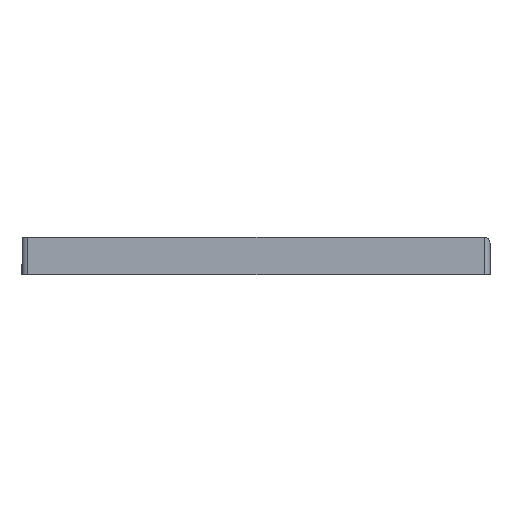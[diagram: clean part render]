
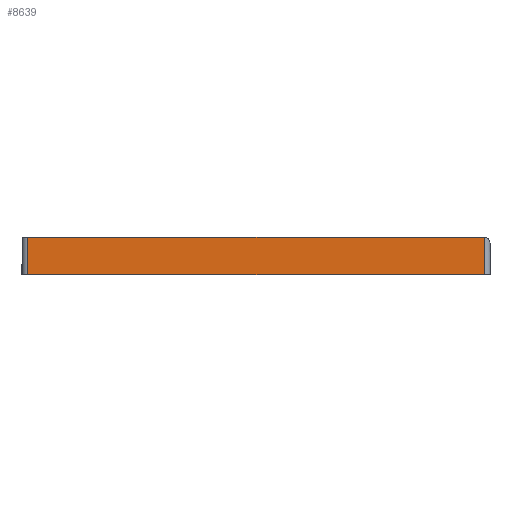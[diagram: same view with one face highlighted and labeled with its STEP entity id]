
A CAD part, left-side view. The second image highlights one B-rep face of the part: STEP entity #8639.
In plain terms, the highlighted planar face has unit normal (-1, 0, 0).
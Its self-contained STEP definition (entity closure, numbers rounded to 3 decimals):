
#100 = PLANE('',#101);
#101 = AXIS2_PLACEMENT_3D('',#102,#103,#104);
#102 = CARTESIAN_POINT('',(0.,-197.5,0.));
#103 = DIRECTION('',(0.,0.,1.));
#104 = DIRECTION('',(1.,0.,0.));
#1859 = VERTEX_POINT('',#1860);
#1860 = CARTESIAN_POINT('',(0.,-2.5,0.
    ));
#1875 = CYLINDRICAL_SURFACE('',#1876,2.5);
#1876 = AXIS2_PLACEMENT_3D('',#1877,#1878,#1879);
#1877 = CARTESIAN_POINT('',(2.5,-2.5,0.));
#1878 = DIRECTION('',(0.,0.,-1.));
#1879 = DIRECTION('',(1.,0.,0.));
#1887 = EDGE_CURVE('',#1888,#1859,#1890,.T.);
#1888 = VERTEX_POINT('',#1889);
#1889 = CARTESIAN_POINT('',(0.,-197.5,0.));
#1890 = SURFACE_CURVE('',#1891,(#1895,#1902),.PCURVE_S1.);
#1891 = LINE('',#1892,#1893);
#1892 = CARTESIAN_POINT('',(0.,-197.5,0.));
#1893 = VECTOR('',#1894,1.);
#1894 = DIRECTION('',(0.,1.,0.));
#1895 = PCURVE('',#100,#1896);
#1896 = DEFINITIONAL_REPRESENTATION('',(#1897),#1901);
#1897 = LINE('',#1898,#1899);
#1898 = CARTESIAN_POINT('',(0.,0.));
#1899 = VECTOR('',#1900,1.);
#1900 = DIRECTION('',(0.,1.));
#1901 = ( GEOMETRIC_REPRESENTATION_CONTEXT(2) 
PARAMETRIC_REPRESENTATION_CONTEXT() REPRESENTATION_CONTEXT('2D SPACE',''
  ) );
#1902 = PCURVE('',#1903,#1908);
#1903 = PLANE('',#1904);
#1904 = AXIS2_PLACEMENT_3D('',#1905,#1906,#1907);
#1905 = CARTESIAN_POINT('',(0.,-197.5,0.));
#1906 = DIRECTION('',(-1.,0.,0.));
#1907 = DIRECTION('',(0.,1.,0.));
#1908 = DEFINITIONAL_REPRESENTATION('',(#1909),#1913);
#1909 = LINE('',#1910,#1911);
#1910 = CARTESIAN_POINT('',(0.,0.));
#1911 = VECTOR('',#1912,1.);
#1912 = DIRECTION('',(1.,0.));
#1913 = ( GEOMETRIC_REPRESENTATION_CONTEXT(2) 
PARAMETRIC_REPRESENTATION_CONTEXT() REPRESENTATION_CONTEXT('2D SPACE',''
  ) );
#1932 = CYLINDRICAL_SURFACE('',#1933,2.5);
#1933 = AXIS2_PLACEMENT_3D('',#1934,#1935,#1936);
#1934 = CARTESIAN_POINT('',(2.5,-197.5,0.));
#1935 = DIRECTION('',(0.,0.,-1.));
#1936 = DIRECTION('',(1.,0.,0.));
#8430 = PLANE('',#8431);
#8431 = AXIS2_PLACEMENT_3D('',#8432,#8433,#8434);
#8432 = CARTESIAN_POINT('',(0.,-197.5,16.));
#8433 = DIRECTION('',(0.,0.,1.));
#8434 = DIRECTION('',(1.,0.,0.));
#8514 = VERTEX_POINT('',#8515);
#8515 = CARTESIAN_POINT('',(0.,-2.5,16.));
#8537 = EDGE_CURVE('',#1859,#8514,#8538,.T.);
#8538 = SURFACE_CURVE('',#8539,(#8543,#8550),.PCURVE_S1.);
#8539 = LINE('',#8540,#8541);
#8540 = CARTESIAN_POINT('',(0.,-2.5,0.
    ));
#8541 = VECTOR('',#8542,1.);
#8542 = DIRECTION('',(0.,0.,1.));
#8543 = PCURVE('',#1875,#8544);
#8544 = DEFINITIONAL_REPRESENTATION('',(#8545),#8549);
#8545 = LINE('',#8546,#8547);
#8546 = CARTESIAN_POINT('',(-3.142,0.));
#8547 = VECTOR('',#8548,1.);
#8548 = DIRECTION('',(0.,-1.));
#8549 = ( GEOMETRIC_REPRESENTATION_CONTEXT(2) 
PARAMETRIC_REPRESENTATION_CONTEXT() REPRESENTATION_CONTEXT('2D SPACE',''
  ) );
#8550 = PCURVE('',#1903,#8551);
#8551 = DEFINITIONAL_REPRESENTATION('',(#8552),#8556);
#8552 = LINE('',#8553,#8554);
#8553 = CARTESIAN_POINT('',(195.,0.));
#8554 = VECTOR('',#8555,1.);
#8555 = DIRECTION('',(0.,-1.));
#8556 = ( GEOMETRIC_REPRESENTATION_CONTEXT(2) 
PARAMETRIC_REPRESENTATION_CONTEXT() REPRESENTATION_CONTEXT('2D SPACE',''
  ) );
#8639 = ADVANCED_FACE('',(#8640),#1903,.T.);
#8640 = FACE_BOUND('',#8641,.T.);
#8641 = EDGE_LOOP('',(#8642,#8665,#8686,#8687));
#8642 = ORIENTED_EDGE('',*,*,#8643,.T.);
#8643 = EDGE_CURVE('',#1888,#8644,#8646,.T.);
#8644 = VERTEX_POINT('',#8645);
#8645 = CARTESIAN_POINT('',(0.,-197.5,16.));
#8646 = SURFACE_CURVE('',#8647,(#8651,#8658),.PCURVE_S1.);
#8647 = LINE('',#8648,#8649);
#8648 = CARTESIAN_POINT('',(0.,-197.5,0.));
#8649 = VECTOR('',#8650,1.);
#8650 = DIRECTION('',(0.,0.,1.));
#8651 = PCURVE('',#1903,#8652);
#8652 = DEFINITIONAL_REPRESENTATION('',(#8653),#8657);
#8653 = LINE('',#8654,#8655);
#8654 = CARTESIAN_POINT('',(0.,0.));
#8655 = VECTOR('',#8656,1.);
#8656 = DIRECTION('',(0.,-1.));
#8657 = ( GEOMETRIC_REPRESENTATION_CONTEXT(2) 
PARAMETRIC_REPRESENTATION_CONTEXT() REPRESENTATION_CONTEXT('2D SPACE',''
  ) );
#8658 = PCURVE('',#1932,#8659);
#8659 = DEFINITIONAL_REPRESENTATION('',(#8660),#8664);
#8660 = LINE('',#8661,#8662);
#8661 = CARTESIAN_POINT('',(-3.142,0.));
#8662 = VECTOR('',#8663,1.);
#8663 = DIRECTION('',(0.,-1.));
#8664 = ( GEOMETRIC_REPRESENTATION_CONTEXT(2) 
PARAMETRIC_REPRESENTATION_CONTEXT() REPRESENTATION_CONTEXT('2D SPACE',''
  ) );
#8665 = ORIENTED_EDGE('',*,*,#8666,.T.);
#8666 = EDGE_CURVE('',#8644,#8514,#8667,.T.);
#8667 = SURFACE_CURVE('',#8668,(#8672,#8679),.PCURVE_S1.);
#8668 = LINE('',#8669,#8670);
#8669 = CARTESIAN_POINT('',(0.,-197.5,16.));
#8670 = VECTOR('',#8671,1.);
#8671 = DIRECTION('',(0.,1.,0.));
#8672 = PCURVE('',#1903,#8673);
#8673 = DEFINITIONAL_REPRESENTATION('',(#8674),#8678);
#8674 = LINE('',#8675,#8676);
#8675 = CARTESIAN_POINT('',(0.,-16.));
#8676 = VECTOR('',#8677,1.);
#8677 = DIRECTION('',(1.,0.));
#8678 = ( GEOMETRIC_REPRESENTATION_CONTEXT(2) 
PARAMETRIC_REPRESENTATION_CONTEXT() REPRESENTATION_CONTEXT('2D SPACE',''
  ) );
#8679 = PCURVE('',#8430,#8680);
#8680 = DEFINITIONAL_REPRESENTATION('',(#8681),#8685);
#8681 = LINE('',#8682,#8683);
#8682 = CARTESIAN_POINT('',(0.,0.));
#8683 = VECTOR('',#8684,1.);
#8684 = DIRECTION('',(0.,1.));
#8685 = ( GEOMETRIC_REPRESENTATION_CONTEXT(2) 
PARAMETRIC_REPRESENTATION_CONTEXT() REPRESENTATION_CONTEXT('2D SPACE',''
  ) );
#8686 = ORIENTED_EDGE('',*,*,#8537,.F.);
#8687 = ORIENTED_EDGE('',*,*,#1887,.F.);
